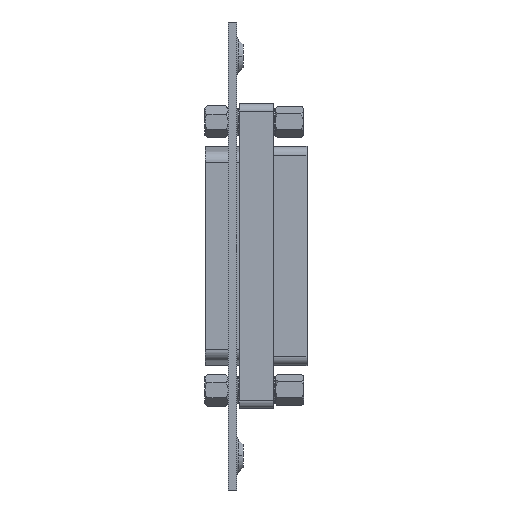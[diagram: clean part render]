
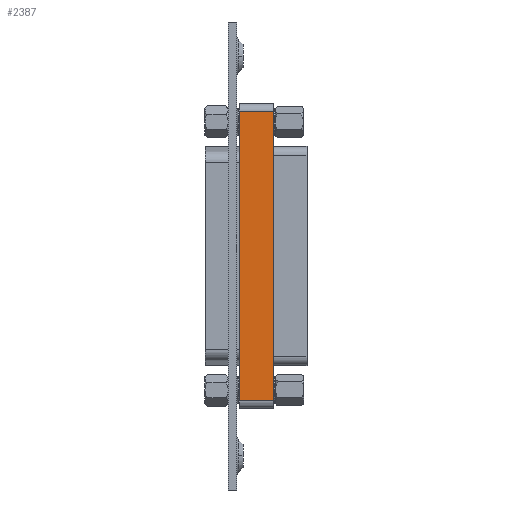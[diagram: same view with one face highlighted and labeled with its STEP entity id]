
A CAD part, left-side view. The second image highlights one B-rep face of the part: STEP entity #2387.
In plain terms, the highlighted face is planar.
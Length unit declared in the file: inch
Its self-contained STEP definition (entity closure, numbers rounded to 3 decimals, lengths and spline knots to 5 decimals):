
#795 = EDGE_LOOP ( 'NONE', ( #5572, #5541, #5486, #6244 ) ) ;
#1628 = CARTESIAN_POINT ( 'NONE',  ( -1., 0.11811, -0.255 ) ) ;
#1629 = DIRECTION ( 'NONE',  ( 0., 1., 0. ) ) ;
#1632 = DIRECTION ( 'NONE',  ( -1., 0., 0. ) ) ;
#1633 = DIRECTION ( 'NONE',  ( 0., -1., 0. ) ) ;
#1638 = CARTESIAN_POINT ( 'NONE',  ( 1., 0.11811, -0.255 ) ) ;
#1661 = CARTESIAN_POINT ( 'NONE',  ( -1.05, -0.11811, -0.255 ) ) ;
#1783 = DIRECTION ( 'NONE',  ( -1., 0., 0. ) ) ;
#1784 = CARTESIAN_POINT ( 'NONE',  ( -1.05, 0.11811, -0.255 ) ) ;
#2387 = ADVANCED_FACE ( 'NONE', ( #11617 ), #4977, .F. ) ;
#2565 = AXIS2_PLACEMENT_3D ( 'NONE', #5000, #4972, #4970 ) ;
#4274 = EDGE_CURVE ( 'NONE', #11036, #11066, #11945, .T. ) ;
#4291 = EDGE_CURVE ( 'NONE', #11036, #11123, #11976, .T. ) ;
#4292 = EDGE_CURVE ( 'NONE', #11123, #11093, #11971, .T. ) ;
#4293 = EDGE_CURVE ( 'NONE', #11093, #11066, #11982, .T. ) ;
#4970 = DIRECTION ( 'NONE',  ( 1., 0., 0. ) ) ;
#4972 = DIRECTION ( 'NONE',  ( 0., 0., 1. ) ) ;
#4977 = PLANE ( 'NONE',  #2565 ) ;
#5000 = CARTESIAN_POINT ( 'NONE',  ( -1.05, 0.11811, -0.255 ) ) ;
#5486 = ORIENTED_EDGE ( 'NONE', *, *, #4292, .T. ) ;
#5541 = ORIENTED_EDGE ( 'NONE', *, *, #4291, .T. ) ;
#5572 = ORIENTED_EDGE ( 'NONE', *, *, #4274, .F. ) ;
#6244 = ORIENTED_EDGE ( 'NONE', *, *, #4293, .T. ) ;
#11036 = VERTEX_POINT ( 'NONE', #13611 ) ;
#11066 = VERTEX_POINT ( 'NONE', #13550 ) ;
#11093 = VERTEX_POINT ( 'NONE', #13570 ) ;
#11123 = VERTEX_POINT ( 'NONE', #14063 ) ;
#11617 = FACE_OUTER_BOUND ( 'NONE', #795, .T. ) ;
#11945 = LINE ( 'NONE', #1784, #11947 ) ;
#11947 = VECTOR ( 'NONE', #1783, 39.37008 ) ;
#11971 = LINE ( 'NONE', #1661, #11984 ) ;
#11976 = LINE ( 'NONE', #1638, #11980 ) ;
#11980 = VECTOR ( 'NONE', #1633, 39.37008 ) ;
#11982 = LINE ( 'NONE', #1628, #11986 ) ;
#11984 = VECTOR ( 'NONE', #1632, 39.37008 ) ;
#11986 = VECTOR ( 'NONE', #1629, 39.37008 ) ;
#13550 = CARTESIAN_POINT ( 'NONE',  ( -1., 0.11811, -0.255 ) ) ;
#13570 = CARTESIAN_POINT ( 'NONE',  ( -1., -0.11811, -0.255 ) ) ;
#13611 = CARTESIAN_POINT ( 'NONE',  ( 1., 0.11811, -0.255 ) ) ;
#14063 = CARTESIAN_POINT ( 'NONE',  ( 1., -0.11811, -0.255 ) ) ;
